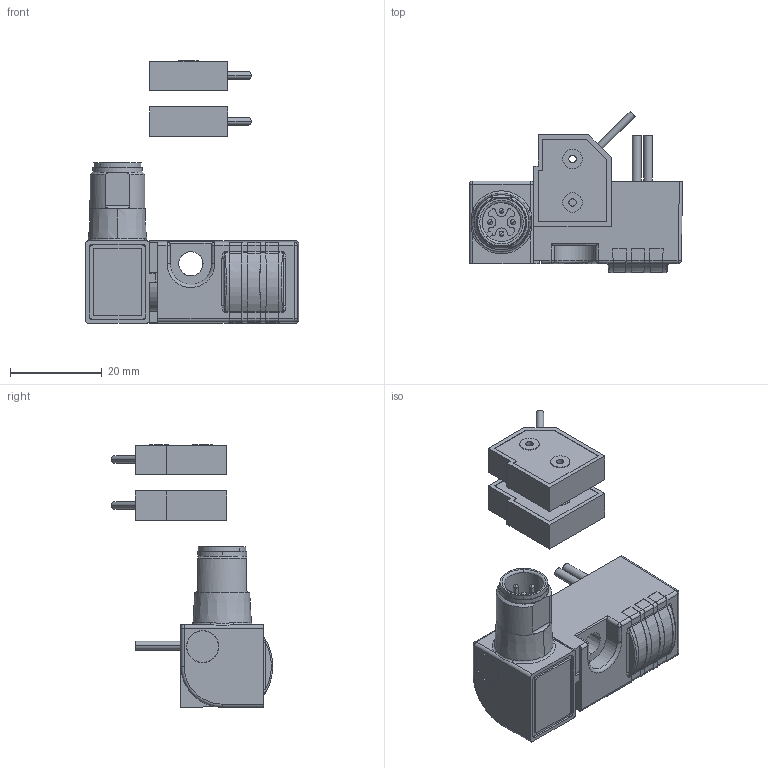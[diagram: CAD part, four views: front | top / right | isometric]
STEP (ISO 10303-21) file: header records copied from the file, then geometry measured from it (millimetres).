
FILE_DESCRIPTION((''),'2;1');
FILE_NAME('DM_CAD-0329C_ASM','2017-02-09T',('creinig-se'),(''),'PRO/ENGINEER BY PARAMETRIC TECHNOLOGY CORPORATION, 2015440','PRO/ENGINEER BY PARAMETRIC TECHNOLOGY CORPORATION, 2015440','');
FILE_SCHEMA(('CONFIG_CONTROL_DESIGN'));
Length unit declared in the file: millimetre
Products named in the file (5): DM_CAD-2519; DM_CAD-2273A_MIT_STECKER_SW0001; DM_CAD-2519_SCHRUMPF_ACHSE_ASM; DM_CAD-2485_04AC79E; DM_CAD-0329C_ASM
Assembly tree (5 placements, depth 3):
  DM_CAD-0329C_ASM
    DM_CAD-2519_SCHRUMPF_ACHSE_ASM
      DM_CAD-2519
      DM_CAD-2273A_MIT_STECKER_SW0001
    DM_CAD-2485_04AC79E  x2
Bounding box: 46.5 x 35.16 x 57.3 mm (x, y, z)
Volume: 19407.9 mm3; surface area: 8861.8 mm2
Topology: 4 solids, 6 shells, 364 faces, 1099 edges, 848 vertices
Faces by surface type: plane 165, cylinder 138, bspline 17, cone 15, extrusion 15, torus 8, sphere 6
Entity records: 15773 total; most frequent: CARTESIAN_POINT 3554, DIRECTION 1796, ORIENTED_EDGE 1716, EDGE_CURVE 858, PRESENTATION_STYLE_ASSIGNMENT 824, STYLED_ITEM 788, CURVE_STYLE 644, AXIS2_PLACEMENT_3D 610
